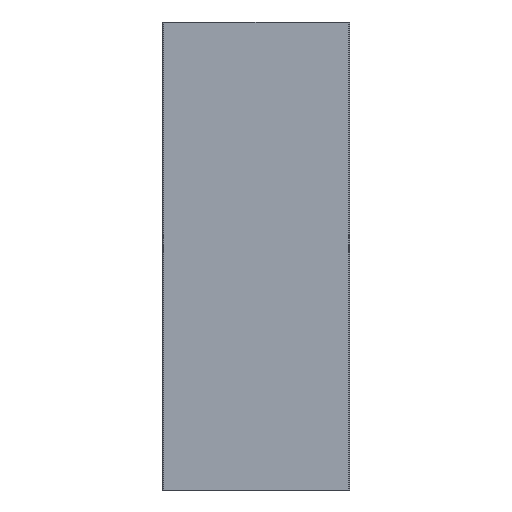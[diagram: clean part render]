
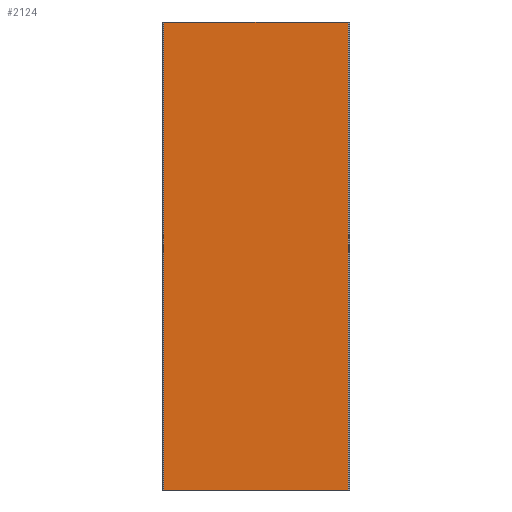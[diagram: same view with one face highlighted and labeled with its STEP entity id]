
A CAD part, left-side view. The second image highlights one B-rep face of the part: STEP entity #2124.
In plain terms, the highlighted planar face has unit normal (-1, 0, 0).
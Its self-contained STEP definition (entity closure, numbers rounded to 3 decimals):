
#244=PLANE('',#2318);
#330=FACE_OUTER_BOUND('',#426,.T.);
#426=EDGE_LOOP('',(#1730,#1731,#1732,#1733));
#594=LINE('',#3523,#778);
#595=LINE('',#3526,#779);
#596=LINE('',#3528,#780);
#597=LINE('',#3529,#781);
#778=VECTOR('',#2855,10.);
#779=VECTOR('',#2858,10.);
#780=VECTOR('',#2859,10.);
#781=VECTOR('',#2860,10.);
#1114=VERTEX_POINT('',#3519);
#1115=VERTEX_POINT('',#3521);
#1116=VERTEX_POINT('',#3525);
#1117=VERTEX_POINT('',#3527);
#1375=EDGE_CURVE('',#1114,#1115,#594,.T.);
#1376=EDGE_CURVE('',#1116,#1114,#595,.T.);
#1377=EDGE_CURVE('',#1117,#1115,#596,.T.);
#1378=EDGE_CURVE('',#1116,#1117,#597,.T.);
#1730=ORIENTED_EDGE('',*,*,#1376,.T.);
#1731=ORIENTED_EDGE('',*,*,#1375,.T.);
#1732=ORIENTED_EDGE('',*,*,#1377,.F.);
#1733=ORIENTED_EDGE('',*,*,#1378,.F.);
#2124=ADVANCED_FACE('',(#330),#244,.T.);
#2318=AXIS2_PLACEMENT_3D('',#3524,#2856,#2857);
#2855=DIRECTION('',(0.,0.,1.));
#2856=DIRECTION('center_axis',(-1.,0.,0.));
#2857=DIRECTION('ref_axis',(0.,-1.,0.));
#2858=DIRECTION('',(0.,-1.,0.));
#2859=DIRECTION('',(0.,-1.,0.));
#2860=DIRECTION('',(0.,0.,1.));
#3519=CARTESIAN_POINT('',(-20.,-15.5,0.));
#3521=CARTESIAN_POINT('',(-20.,-15.5,100.));
#3523=CARTESIAN_POINT('',(-20.,-15.5,0.));
#3524=CARTESIAN_POINT('Origin',(-20.,23.9,0.));
#3525=CARTESIAN_POINT('',(-20.,23.9,0.));
#3526=CARTESIAN_POINT('',(-20.,23.9,0.));
#3527=CARTESIAN_POINT('',(-20.,23.9,100.));
#3528=CARTESIAN_POINT('',(-20.,23.9,100.));
#3529=CARTESIAN_POINT('',(-20.,23.9,0.));
